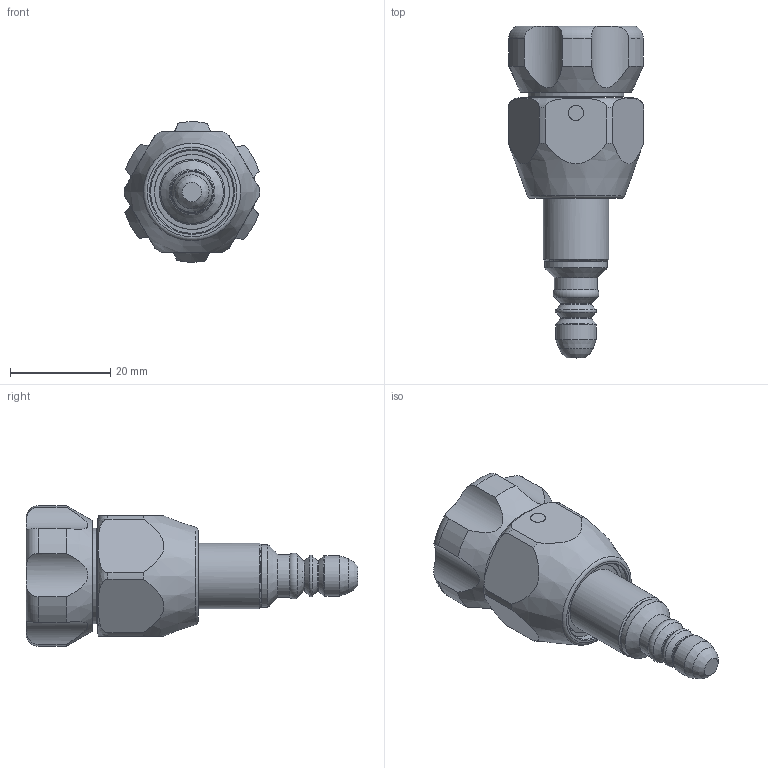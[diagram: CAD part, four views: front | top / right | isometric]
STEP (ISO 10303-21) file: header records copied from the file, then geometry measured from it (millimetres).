
FILE_DESCRIPTION((''),'2;1');
FILE_NAME('405541.stp','2008-08-05T08:54:17',('mbm'),(''),'Autodesk Inventor 2008','Autodesk Inventor 2008','');
FILE_SCHEMA(('AUTOMOTIVE_DESIGN { 1 0 10303 214 1 1 1 1 }'));
Length unit declared in the file: millimetre
Products named in the file (1): Part3
Bounding box: 26.97 x 66.11 x 27.98 mm (x, y, z)
Volume: 17980.2 mm3; surface area: 6083.5 mm2
Topology: 1 solids, 6 shells, 115 faces, 256 edges, 160 vertices
Faces by surface type: cylinder 40, cone 28, plane 23, torus 13, bspline 11
Full cylindrical faces by diameter (mm): 3 x1, 3.05 x1, 6.1 x1, 6.975 x1, 8.05 x1, 8.6 x1, 11 x1, 11.918 x1, 12 x2, 12.5 x1, 13 x1, 14.4 x1, 14.92 x1, 15 x1, 16 x1, 16.5 x1, 19 x1
Entity records: 5266 total; most frequent: CARTESIAN_POINT 2977, DIRECTION 424, ORIENTED_EDGE 372, AXIS2_PLACEMENT_3D 199, EDGE_CURVE 186, EDGE_LOOP 180, VERTEX_POINT 142, FACE_OUTER_BOUND 115
